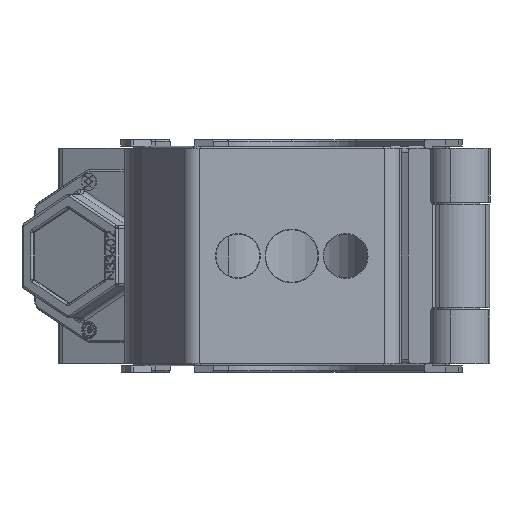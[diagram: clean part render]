
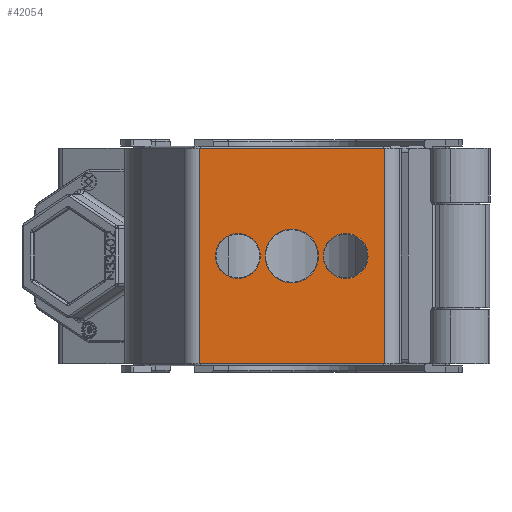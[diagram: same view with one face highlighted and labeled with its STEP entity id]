
A CAD part, front view. The second image highlights one B-rep face of the part: STEP entity #42054.
In plain terms, the highlighted planar face has unit normal (0, -1, 0).
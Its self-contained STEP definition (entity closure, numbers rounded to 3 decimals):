
#117 = LINE ( 'NONE', #22233, #46648 ) ;
#265 = VERTEX_POINT ( 'NONE', #58093 ) ;
#531 = AXIS2_PLACEMENT_3D ( 'NONE', #34051, #76350, #40129 ) ;
#1026 = VERTEX_POINT ( 'NONE', #42848 ) ;
#1775 = DIRECTION ( 'NONE',  ( 0., -1., 0. ) ) ;
#2756 = DIRECTION ( 'NONE',  ( 1., 0., 0. ) ) ;
#4264 = CARTESIAN_POINT ( 'NONE',  ( -6.2, -17., 0. ) ) ;
#7729 = ORIENTED_EDGE ( 'NONE', *, *, #8438, .F. ) ;
#8438 = EDGE_CURVE ( 'NONE', #40764, #55349, #75224, .T. ) ;
#8649 = AXIS2_PLACEMENT_3D ( 'NONE', #26683, #39110, #2756 ) ;
#9232 = CARTESIAN_POINT ( 'NONE',  ( -7.3, -17., 0. ) ) ;
#9807 = EDGE_LOOP ( 'NONE', ( #7729, #53924 ) ) ;
#9810 = DIRECTION ( 'NONE',  ( 0., -1., 0. ) ) ;
#9986 = VERTEX_POINT ( 'NONE', #27095 ) ;
#10092 = EDGE_CURVE ( 'NONE', #11233, #1026, #28831, .T. ) ;
#10947 = CARTESIAN_POINT ( 'NONE',  ( 7.3, -17., 0. ) ) ;
#11037 = DIRECTION ( 'NONE',  ( 0., -1., 0. ) ) ;
#11233 = VERTEX_POINT ( 'NONE', #10947 ) ;
#12763 = CARTESIAN_POINT ( 'NONE',  ( -21.493, -17., 25. ) ) ;
#12912 = ORIENTED_EDGE ( 'NONE', *, *, #59180, .F. ) ;
#13764 = CIRCLE ( 'NONE', #531, 5.2 ) ;
#14231 = EDGE_LOOP ( 'NONE', ( #23458, #47071 ) ) ;
#14652 = ORIENTED_EDGE ( 'NONE', *, *, #40323, .T. ) ;
#14878 = CARTESIAN_POINT ( 'NONE',  ( 12.5, -17., 0. ) ) ;
#15580 = CIRCLE ( 'NONE', #20974, 5.2 ) ;
#17072 = VERTEX_POINT ( 'NONE', #4264 ) ;
#17312 = FACE_BOUND ( 'NONE', #9807, .T. ) ;
#17825 = LINE ( 'NONE', #28986, #64265 ) ;
#18499 = VERTEX_POINT ( 'NONE', #69471 ) ;
#19283 = DIRECTION ( 'NONE',  ( 0., -1., 0. ) ) ;
#20974 = AXIS2_PLACEMENT_3D ( 'NONE', #14878, #57334, #21003 ) ;
#21003 = DIRECTION ( 'NONE',  ( 1., 0., 0. ) ) ;
#22233 = CARTESIAN_POINT ( 'NONE',  ( 22.625, -17., -25. ) ) ;
#23458 = ORIENTED_EDGE ( 'NONE', *, *, #77657, .F. ) ;
#25255 = DIRECTION ( 'NONE',  ( 0., 0., -1. ) ) ;
#26683 = CARTESIAN_POINT ( 'NONE',  ( 22.625, -17., 25. ) ) ;
#27095 = CARTESIAN_POINT ( 'NONE',  ( 6.2, -17., 0. ) ) ;
#28372 = DIRECTION ( 'NONE',  ( -1., 0., 0. ) ) ;
#28831 = CIRCLE ( 'NONE', #46147, 5.2 ) ;
#28986 = CARTESIAN_POINT ( 'NONE',  ( 22.625, -17., 25. ) ) ;
#31772 = VERTEX_POINT ( 'NONE', #71587 ) ;
#32737 = LINE ( 'NONE', #12763, #48861 ) ;
#33294 = CARTESIAN_POINT ( 'NONE',  ( -17.7, -17., 0. ) ) ;
#33358 = CIRCLE ( 'NONE', #60809, 6.2 ) ;
#33472 = FACE_BOUND ( 'NONE', #67124, .T. ) ;
#33560 = CARTESIAN_POINT ( 'NONE',  ( 21.493, -17., 25. ) ) ;
#34051 = CARTESIAN_POINT ( 'NONE',  ( -12.5, -17., 0. ) ) ;
#35335 = DIRECTION ( 'NONE',  ( -1., 0., 0. ) ) ;
#35523 = EDGE_CURVE ( 'NONE', #65965, #31772, #68762, .T. ) ;
#37411 = ORIENTED_EDGE ( 'NONE', *, *, #70785, .F. ) ;
#38157 = CARTESIAN_POINT ( 'NONE',  ( -12.5, -17., 0. ) ) ;
#39110 = DIRECTION ( 'NONE',  ( 0., -1., 0. ) ) ;
#39470 = AXIS2_PLACEMENT_3D ( 'NONE', #47354, #11037, #53496 ) ;
#40129 = DIRECTION ( 'NONE',  ( 1., 0., 0. ) ) ;
#40323 = EDGE_CURVE ( 'NONE', #18499, #265, #32737, .T. ) ;
#40764 = VERTEX_POINT ( 'NONE', #9232 ) ;
#42054 = ADVANCED_FACE ( 'NONE', ( #17312, #65662, #33472, #63755 ), #57146, .T. ) ;
#42848 = CARTESIAN_POINT ( 'NONE',  ( 17.7, -17., 0. ) ) ;
#44245 = DIRECTION ( 'NONE',  ( 1., 0., 0. ) ) ;
#45014 = CARTESIAN_POINT ( 'NONE',  ( 21.493, -17., 25. ) ) ;
#45152 = EDGE_LOOP ( 'NONE', ( #64565, #65100, #69277, #14652 ) ) ;
#46142 = CARTESIAN_POINT ( 'NONE',  ( 12.5, -17., 0. ) ) ;
#46147 = AXIS2_PLACEMENT_3D ( 'NONE', #46142, #9810, #52262 ) ;
#46648 = VECTOR ( 'NONE', #28372, 1000. ) ;
#46670 = EDGE_CURVE ( 'NONE', #31772, #265, #117, .T. ) ;
#47071 = ORIENTED_EDGE ( 'NONE', *, *, #10092, .F. ) ;
#47354 = CARTESIAN_POINT ( 'NONE',  ( 0., -17., 0. ) ) ;
#48861 = VECTOR ( 'NONE', #25255, 1000. ) ;
#52262 = DIRECTION ( 'NONE',  ( 1., 0., 0. ) ) ;
#52347 = EDGE_CURVE ( 'NONE', #55349, #40764, #13764, .T. ) ;
#53496 = DIRECTION ( 'NONE',  ( 1., 0., 0. ) ) ;
#53924 = ORIENTED_EDGE ( 'NONE', *, *, #52347, .F. ) ;
#54618 = VECTOR ( 'NONE', #57660, 1000. ) ;
#55349 = VERTEX_POINT ( 'NONE', #33294 ) ;
#55608 = CARTESIAN_POINT ( 'NONE',  ( 0., -17., 0. ) ) ;
#56058 = CIRCLE ( 'NONE', #39470, 6.2 ) ;
#57146 = PLANE ( 'NONE',  #8649 ) ;
#57334 = DIRECTION ( 'NONE',  ( 0., -1., 0. ) ) ;
#57660 = DIRECTION ( 'NONE',  ( 0., 0., -1. ) ) ;
#58093 = CARTESIAN_POINT ( 'NONE',  ( -21.493, -17., -25. ) ) ;
#59180 = EDGE_CURVE ( 'NONE', #9986, #17072, #33358, .T. ) ;
#60809 = AXIS2_PLACEMENT_3D ( 'NONE', #55608, #19283, #61664 ) ;
#61664 = DIRECTION ( 'NONE',  ( 1., 0., 0. ) ) ;
#63075 = EDGE_CURVE ( 'NONE', #65965, #18499, #17825, .T. ) ;
#63755 = FACE_OUTER_BOUND ( 'NONE', #45152, .T. ) ;
#64265 = VECTOR ( 'NONE', #35335, 1000. ) ;
#64565 = ORIENTED_EDGE ( 'NONE', *, *, #46670, .F. ) ;
#65100 = ORIENTED_EDGE ( 'NONE', *, *, #35523, .F. ) ;
#65662 = FACE_BOUND ( 'NONE', #14231, .T. ) ;
#65965 = VERTEX_POINT ( 'NONE', #45014 ) ;
#67124 = EDGE_LOOP ( 'NONE', ( #12912, #37411 ) ) ;
#67361 = AXIS2_PLACEMENT_3D ( 'NONE', #38157, #1775, #44245 ) ;
#68762 = LINE ( 'NONE', #33560, #54618 ) ;
#69277 = ORIENTED_EDGE ( 'NONE', *, *, #63075, .T. ) ;
#69471 = CARTESIAN_POINT ( 'NONE',  ( -21.493, -17., 25. ) ) ;
#70785 = EDGE_CURVE ( 'NONE', #17072, #9986, #56058, .T. ) ;
#71587 = CARTESIAN_POINT ( 'NONE',  ( 21.493, -17., -25. ) ) ;
#75224 = CIRCLE ( 'NONE', #67361, 5.2 ) ;
#76350 = DIRECTION ( 'NONE',  ( 0., -1., 0. ) ) ;
#77657 = EDGE_CURVE ( 'NONE', #1026, #11233, #15580, .T. ) ;
